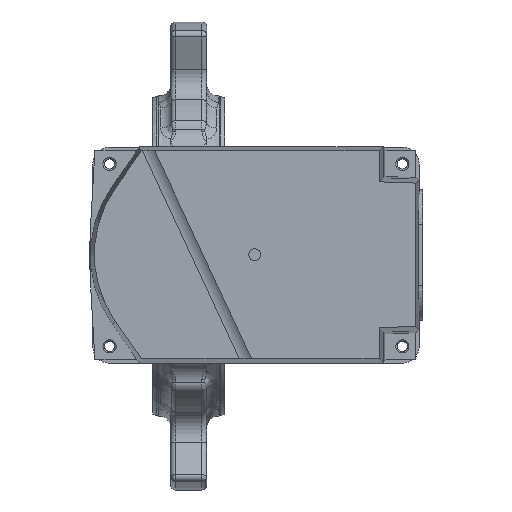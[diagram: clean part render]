
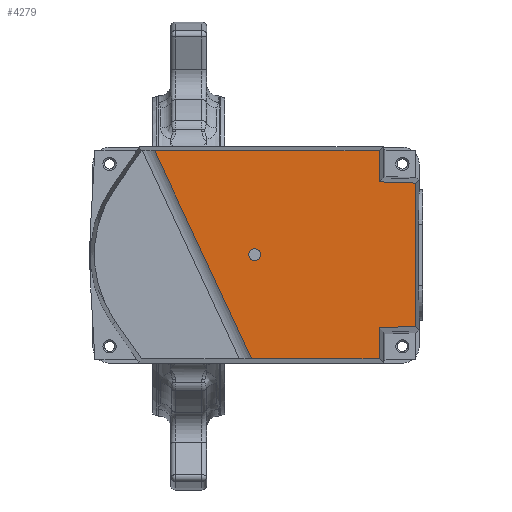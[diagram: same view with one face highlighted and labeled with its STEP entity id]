
A CAD part, top view. The second image highlights one B-rep face of the part: STEP entity #4279.
In plain terms, the highlighted planar face has unit normal (0, 0, 1).
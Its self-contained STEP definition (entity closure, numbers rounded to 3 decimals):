
#3366=FACE_BOUND('',#6432,.T.);
#3367=FACE_BOUND('',#6433,.T.);
#4279=ADVANCED_FACE('',(#3366,#3367),#4681,.T.);
#4681=PLANE('',#18931);
#6432=EDGE_LOOP('',(#12455));
#6433=EDGE_LOOP('',(#12456,#12457,#12458,#12459,#12460,#12461,#12462,#12463));
#7204=LINE('',#37126,#7909);
#7207=LINE('',#37132,#7912);
#7209=LINE('',#37136,#7914);
#7214=LINE('',#37150,#7919);
#7215=LINE('',#37152,#7920);
#7216=LINE('',#37154,#7921);
#7217=LINE('',#37156,#7922);
#7218=LINE('',#37157,#7923);
#7909=VECTOR('',#22322,1.);
#7912=VECTOR('',#22327,1.);
#7914=VECTOR('',#22331,1.);
#7919=VECTOR('',#22344,1.);
#7920=VECTOR('',#22345,1.);
#7921=VECTOR('',#22346,1.);
#7922=VECTOR('',#22347,1.);
#7923=VECTOR('',#22348,1.);
#12455=ORIENTED_EDGE('',*,*,#16784,.T.);
#12456=ORIENTED_EDGE('',*,*,#16785,.T.);
#12457=ORIENTED_EDGE('',*,*,#16786,.T.);
#12458=ORIENTED_EDGE('',*,*,#16787,.T.);
#12459=ORIENTED_EDGE('',*,*,#16788,.F.);
#12460=ORIENTED_EDGE('',*,*,#16778,.F.);
#12461=ORIENTED_EDGE('',*,*,#16776,.F.);
#12462=ORIENTED_EDGE('',*,*,#16789,.F.);
#12463=ORIENTED_EDGE('',*,*,#16773,.T.);
#14404=VERTEX_POINT('',#37125);
#14405=VERTEX_POINT('',#37127);
#14406=VERTEX_POINT('',#37131);
#14407=VERTEX_POINT('',#37133);
#14408=VERTEX_POINT('',#37137);
#14412=VERTEX_POINT('',#37149);
#14413=VERTEX_POINT('',#37151);
#14414=VERTEX_POINT('',#37153);
#14415=VERTEX_POINT('',#37155);
#16773=EDGE_CURVE('',#14405,#14404,#7204,.T.);
#16776=EDGE_CURVE('',#14406,#14407,#7207,.T.);
#16778=EDGE_CURVE('',#14407,#14408,#7209,.T.);
#16784=EDGE_CURVE('',#14412,#14412,#17563,.T.);
#16785=EDGE_CURVE('',#14404,#14413,#7214,.T.);
#16786=EDGE_CURVE('',#14413,#14414,#7215,.T.);
#16787=EDGE_CURVE('',#14414,#14415,#7216,.T.);
#16788=EDGE_CURVE('',#14408,#14415,#7217,.T.);
#16789=EDGE_CURVE('',#14405,#14406,#7218,.T.);
#17563=CIRCLE('',#18930,2.5);
#18930=AXIS2_PLACEMENT_3D('',#37148,#22342,#22343);
#18931=AXIS2_PLACEMENT_3D('',#37158,#22349,#22350);
#22322=DIRECTION('',(0.,1.,0.));
#22327=DIRECTION('',(0.,-1.,0.));
#22331=DIRECTION('',(-1.,0.,0.));
#22342=DIRECTION('',(0.,0.,-1.));
#22343=DIRECTION('',(0.,-1.,0.));
#22344=DIRECTION('',(-0.999,0.035,0.));
#22345=DIRECTION('',(0.,1.,0.));
#22346=DIRECTION('',(-1.,0.,0.));
#22347=DIRECTION('',(-0.423,0.906,0.));
#22348=DIRECTION('',(-0.999,-0.035,0.));
#22349=DIRECTION('',(0.,0.,1.));
#22350=DIRECTION('',(0.,1.,0.));
#37125=CARTESIAN_POINT('',(94.298,29.856,277.));
#37126=CARTESIAN_POINT('',(94.298,-31.5,277.));
#37127=CARTESIAN_POINT('',(94.298,-29.856,277.));
#37131=CARTESIAN_POINT('',(79.298,-30.38,277.));
#37132=CARTESIAN_POINT('',(79.298,-32.024,277.));
#37133=CARTESIAN_POINT('',(79.298,-43.298,277.));
#37136=CARTESIAN_POINT('',(9.,-43.298,277.));
#37137=CARTESIAN_POINT('',(26.169,-43.298,277.));
#37148=CARTESIAN_POINT('',(27.5,0.,277.));
#37149=CARTESIAN_POINT('',(27.5,-2.5,277.));
#37150=CARTESIAN_POINT('',(95.941,29.799,277.));
#37151=CARTESIAN_POINT('',(79.298,30.38,277.));
#37152=CARTESIAN_POINT('',(79.298,0.,277.));
#37153=CARTESIAN_POINT('',(79.298,43.298,277.));
#37154=CARTESIAN_POINT('',(81.,43.298,277.));
#37155=CARTESIAN_POINT('',(-14.212,43.298,277.));
#37156=CARTESIAN_POINT('',(28.714,-48.757,277.));
#37157=CARTESIAN_POINT('',(10.145,-32.795,277.));
#37158=CARTESIAN_POINT('',(9.,0.,277.));
